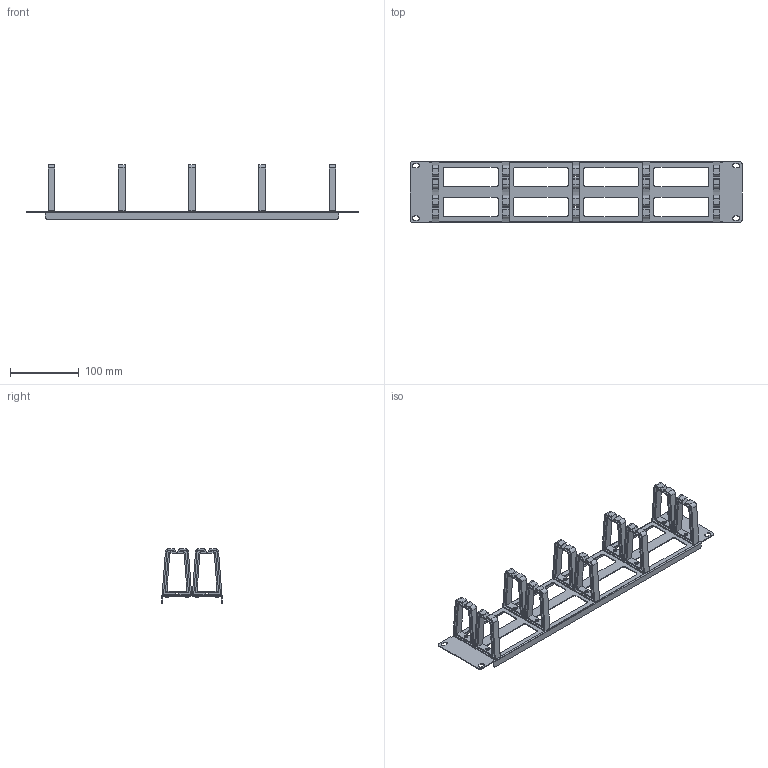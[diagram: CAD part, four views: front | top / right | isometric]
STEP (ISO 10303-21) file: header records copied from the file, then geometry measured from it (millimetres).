
FILE_DESCRIPTION (( 'STEP AP214' ), '1' );
FILE_NAME ('LC2U5PRHCM_3D.step', '2025-01-02T18:52:15', ( '' ), ( '' ), 'SwSTEP 2.0', 'SolidWorks 2022', '' );
FILE_SCHEMA (( 'AUTOMOTIVE_DESIGN' ));
Length unit declared in the file: inch
Products named in the file (4): PRT0003_1(2)^SWPCABLERING2U(2)_LC2U5PRHCM; PRT0001_2^SWPCABLERING2U(2)_LC2U5PRHCM; LC2U5PRHCM_3D; SWPCABLERING2U(2)^LC2U5PRHCM
Assembly tree (12 placements, depth 3):
  LC2U5PRHCM_3D
    SWPCABLERING2U(2)^LC2U5PRHCM
      PRT0001_2^SWPCABLERING2U(2)_LC2U5PRHCM
      PRT0003_1(2)^SWPCABLERING2U(2)_LC2U5PRHCM  x10
Bounding box: 482 x 88.05 x 79 mm (x, y, z)
Volume: 119195.8 mm3; surface area: 157141.6 mm2
Topology: 11 solids, 11 shells, 858 faces, 2492 edges, 1656 vertices
Faces by surface type: plane 506, cylinder 352
Entity records: 8570 total; most frequent: DIRECTION 1514, CARTESIAN_POINT 1440, ORIENTED_EDGE 1420, EDGE_CURVE 710, AXIS2_PLACEMENT_3D 542, VERTEX_POINT 468, LINE 430, VECTOR 430
